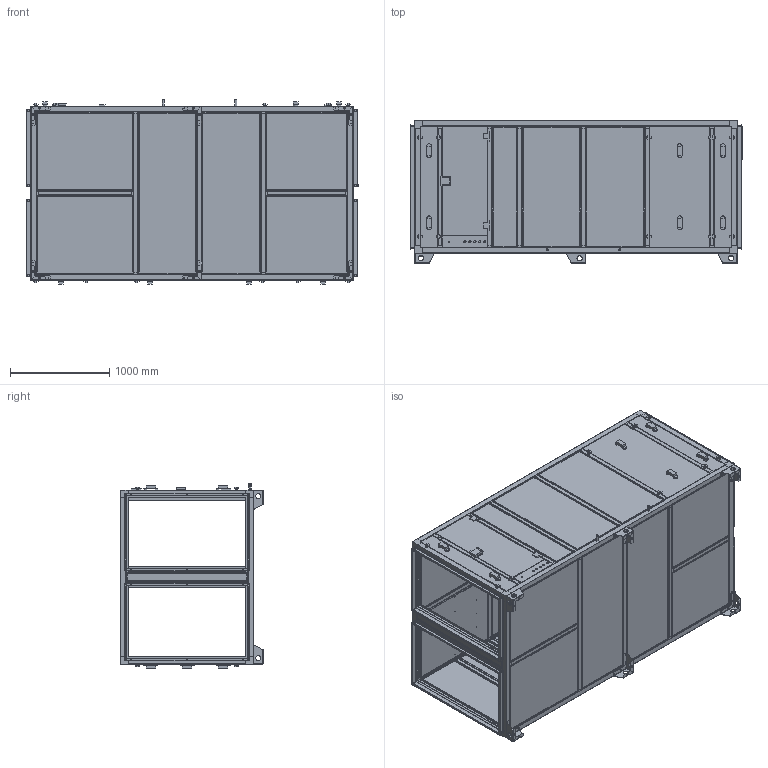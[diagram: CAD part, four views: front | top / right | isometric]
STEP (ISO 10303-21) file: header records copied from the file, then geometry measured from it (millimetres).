
FILE_DESCRIPTION (( 'STEP AP203' ), '1' );
FILE_NAME ('M4555H L.STEP', '2024-09-23T10:27:43', ( '' ), ( '' ), 'SwSTEP 2.0', 'SolidWorks 2023', '' );
FILE_SCHEMA (( 'CONFIG_CONTROL_DESIGN' ));
Length unit declared in the file: millimetre
Products named in the file (191): AynalamaX M4555H 2001 TY.STEP.STEP.STEP; AynalamaX M4555H 2080 I_Düz.STEP.STEP.STEP; AynalamaX M4555H MA.STEP.STEP.STEP; AynalamaX M4555H 2002 D_Düz.STEP.STEP.STEP; AynalamaX M4555H 2005 PIC-YUK.STEP.STEP.STEP; AynalamaX M4555H 2200_Parça kodlu.STEP1.STEP.STEP; AynalamaX M4555H 2002 TY.STEP.STEP.STEP; AynalamaX M4555H 2014_Parça kodlu.STEP.STEP.STEP; AynalamaX M4555H 2013 PIC-EN.STEP.STEP.STEP; AynalamaX M4555H 2007 TY.STEP.STEP.STEP; AynalamaX M4555H 2005_Parça kodlu.STEP.STEP.STEP; AynalamaX M4555H 2007 D_Düz.STEP.STEP.STEP; AynalamaX M4555H 2001 I_Düz.STEP.STEP.STEP; AynalamaX M4555H 2002_Parça kodlu.STEP.STEP.STEP; AynalamaX M4555H 2203 D_Düz.STEP.STEP.STEP; AynalamaM4555H R.STEP.STEP.STEP; AynalamaX M4555H 2007 DC-YUK_Plastik.STEP.STEP.STEP; AynalamaX M4555H-FM-3.STEP.STEP.STEP; AynalamaX M4555H 2012 I_Düz.STEP.STEP.STEP; AynalamaX M4555H 1403_3 delikli _1500.STEP.STEP.STEP; AynalamaX M4555H 2002 DC-YUK_Plastik.STEP.STEP.STEP; AynalamaX M4555H 1408_3 delikli _1500.STEP.STEP.STEP; AynalamaX M4555H 2203_Parça kodlu.STEP.STEP.STEP; AynalamaX M4555H 2202_Parça kodlu.STEP.STEP.STEP; AynalamaX M4555H 2050 TY.STEP.STEP.STEP; AynalamaX M4555H 2006_Parça kodlu.STEP.STEP.STEP; AynalamaX M4555H 2002 PIC-YUK.STEP.STEP.STEP; AynalamaX M4555H 2006 I_Düz.STEP.STEP.STEP; AynalamaX M4555H CBKP.STEP.STEP.STEP; M4555H L; AynalamaX M4555H 2002 PIC-EN.STEP.STEP.STEP; AynalamaX M4555H 2013 DC-YUK_Plastik.STEP.STEP.STEP; AynalamaX M4555H 2100 I_Düz.STEP.STEP.STEP; AynalamaX M4555H 1401_3 delikli _1500.STEP.STEP.STEP; AynalamaX M4555H 2100 BC.STEP.STEP.STEP; AynalamaX M4555H 2010 D_Düz.STEP.STEP.STEP; AynalamaX M4555H 2013 PIC-YUK.STEP.STEP.STEP; AynalamaX M4555H-A.Profil-7_Isı köprüsüz.STEP.STEP.STEP; AynalamaX M4555H 2202 D_Düz.STEP.STEP.STEP; AynalamaX M4555H 2050_Parça kodlu.STEP.STEP.STEP ...
Assembly tree (509 placements, depth 8):
  M4555H L
    M4555H L.STEP
      M4555H L.STEP.STEP
        AynalamaM4555H R.STEP.STEP.STEP
          AynalamaX M4555H-M51 Montaj.STEP.STEP.STEP
            AynalamaX M4555H-M51-Profil Montaj.STEP.STEP.STEP
              AynalamaX M4555H-K.Profil-26_Isı köprüsüz.STEP.STEP.STEP  x4
              AynalamaX M4555H-K.Profil-25_Isı köprüsüz.STEP.STEP.STEP  x4
              AynalamaX M4555H-K.Profil-27_Isı köprüsüz.STEP.STEP.STEP  x4
              AynalamaX M4555H-A.Profil-6_Isı köprüsüz.STEP.STEP.STEP  x14
              AynalamaX M4555H-AB.STEP.STEP.STEP  x48
              AynalamaX M4555H-A.Profil-7_Isı köprüsüz.STEP.STEP.STEP  x6
              AynalamaX M4555H-KB.STEP.STEP.STEP  x8
              AynalamaX M4555H-A.Profil-8_Isı köprüsüz.STEP.STEP.STEP  x2
              AynalamaX M4555H-A.Profil-9_Isı köprüsüz.STEP.STEP.STEP  x2
            AynalamaX M4555H 2001_Parça kodlu.STEP.STEP.STEP
              AynalamaX M4555H 2001 D_Düz.STEP.STEP.STEP
              AynalamaX M4555H 2001 I_Düz.STEP.STEP.STEP
              AynalamaX M4555H 2001 DC-EN_Plastik.STEP.STEP.STEP  x2
              AynalamaX M4555H 2001 DC-YUK_Plastik.STEP.STEP.STEP  x2
              AynalamaX M4555H 2001 PIC-EN.STEP.STEP.STEP  x2
              AynalamaX M4555H 2001 PIC-YUK.STEP.STEP.STEP  x2
              AynalamaX M4555H 2001 TY.STEP.STEP.STEP
              AynalamaX M4555H CBKP.STEP.STEP.STEP  x4
            AynalamaX M4555H 2002_Parça kodlu.STEP.STEP.STEP
              AynalamaX M4555H 2002 D_Düz.STEP.STEP.STEP
              AynalamaX M4555H 2002 I_Düz.STEP.STEP.STEP
              AynalamaX M4555H 2002 DC-EN_Plastik.STEP.STEP.STEP  x2
              AynalamaX M4555H 2002 DC-YUK_Plastik.STEP.STEP.STEP  x2
              AynalamaX M4555H 2002 PIC-EN.STEP.STEP.STEP  x2
              AynalamaX M4555H 2002 PIC-YUK.STEP.STEP.STEP  x2
              AynalamaX M4555H 2002 TY.STEP.STEP.STEP
              AynalamaX M4555H CBKP.STEP.STEP.STEP  x4
            AynalamaX M4555H 2002_Parça kodlu.STEP1.STEP.STEP
              AynalamaX M4555H 2002 D_Düz.STEP.STEP.STEP
              AynalamaX M4555H 2002 I_Düz.STEP.STEP.STEP
              AynalamaX M4555H 2002 DC-EN_Plastik.STEP.STEP.STEP  x2
              AynalamaX M4555H 2002 DC-YUK_Plastik.STEP.STEP.STEP  x2
              AynalamaX M4555H 2002 PIC-EN.STEP.STEP.STEP  x2
              AynalamaX M4555H 2002 PIC-YUK.STEP.STEP.STEP  x2
              AynalamaX M4555H 2002 TY.STEP.STEP.STEP
              AynalamaX M4555H CBKP.STEP.STEP.STEP  x4
            AynalamaX M4555H 2003_Parça kodlu.STEP.STEP.STEP
              AynalamaX M4555H 2003 D_Düz.STEP.STEP.STEP
              AynalamaX M4555H 2003 I_Düz.STEP.STEP.STEP
              AynalamaX M4555H 2003 DC-EN_Plastik.STEP.STEP.STEP  x2
              AynalamaX M4555H 2003 DC-YUK_Plastik.STEP.STEP.STEP  x2
              AynalamaX M4555H 2003 PIC-EN.STEP.STEP.STEP  x2
              AynalamaX M4555H 2003 PIC-YUK.STEP.STEP.STEP  x2
              AynalamaX M4555H 2003 TY.STEP.STEP.STEP
              AynalamaX M4555H CBKP.STEP.STEP.STEP  x4
            AynalamaX M4555H 2003_Parça kodlu.STEP1.STEP.STEP
              AynalamaX M4555H 2003 D_Düz.STEP.STEP.STEP
              AynalamaX M4555H 2003 I_Düz.STEP.STEP.STEP
              AynalamaX M4555H 2003 DC-EN_Plastik.STEP.STEP.STEP  x2
              AynalamaX M4555H 2003 DC-YUK_Plastik.STEP.STEP.STEP  x2
              AynalamaX M4555H 2003 PIC-EN.STEP.STEP.STEP  x2
              AynalamaX M4555H 2003 PIC-YUK.STEP.STEP.STEP  x2
              AynalamaX M4555H 2003 TY.STEP.STEP.STEP
              AynalamaX M4555H CBKP.STEP.STEP.STEP  x4
Bounding box: 3340 x 1434 x 1856.78 mm (x, y, z)
Volume: 736589635.5 mm3; surface area: 148460978.6 mm2
Topology: 495 solids, 495 shells, 10458 faces, 24186 edges, 14742 vertices
Faces by surface type: plane 7156, cylinder 2994, bspline 308
Entity records: 195572 total; most frequent: CARTESIAN_POINT 37965, DIRECTION 27531, ORIENTED_EDGE 25250, EDGE_CURVE 12625, AXIS2_PLACEMENT_3D 9498, LINE 8535, VECTOR 8535, VERTEX_POINT 7452
